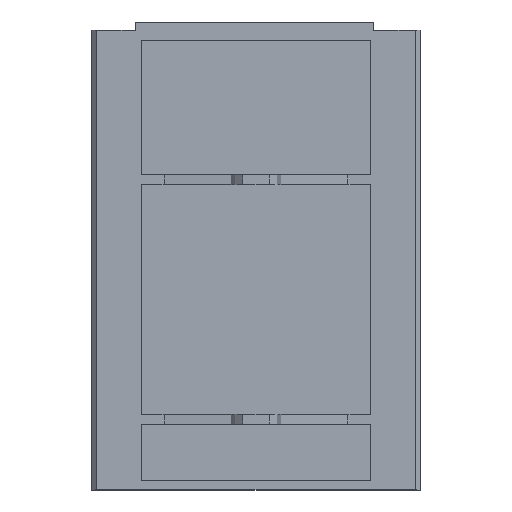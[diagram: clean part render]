
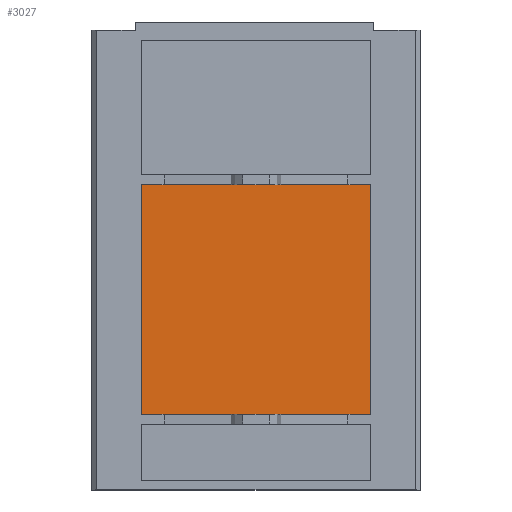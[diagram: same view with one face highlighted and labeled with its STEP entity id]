
A CAD part, top view. The second image highlights one B-rep face of the part: STEP entity #3027.
In plain terms, the highlighted planar face has unit normal (0, 0, 1).
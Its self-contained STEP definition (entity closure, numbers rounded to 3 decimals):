
#458 = PLANE('',#459);
#459 = AXIS2_PLACEMENT_3D('',#460,#461,#462);
#460 = CARTESIAN_POINT('',(56.348,93.,11.53));
#461 = DIRECTION('',(0.,-1.,0.));
#462 = DIRECTION('',(0.,0.,-1.));
#486 = PLANE('',#487);
#487 = AXIS2_PLACEMENT_3D('',#488,#489,#490);
#488 = CARTESIAN_POINT('',(15.,23.,3.));
#489 = DIRECTION('',(1.,0.,0.));
#490 = DIRECTION('',(0.,1.,0.));
#514 = PLANE('',#515);
#515 = AXIS2_PLACEMENT_3D('',#516,#517,#518);
#516 = CARTESIAN_POINT('',(85.,23.,3.));
#517 = DIRECTION('',(0.,1.,0.));
#518 = DIRECTION('',(0.,0.,1.));
#756 = PLANE('',#757);
#757 = AXIS2_PLACEMENT_3D('',#758,#759,#760);
#758 = CARTESIAN_POINT('',(85.,93.,3.));
#759 = DIRECTION('',(-1.,0.,0.));
#760 = DIRECTION('',(0.,-1.,0.));
#1864 = VERTEX_POINT('',#1865);
#1865 = CARTESIAN_POINT('',(15.,93.,1.47));
#1886 = EDGE_CURVE('',#1864,#1887,#1889,.T.);
#1887 = VERTEX_POINT('',#1888);
#1888 = CARTESIAN_POINT('',(85.,93.,1.47));
#1889 = SURFACE_CURVE('',#1890,(#1894,#1901),.PCURVE_S1.);
#1890 = LINE('',#1891,#1892);
#1891 = CARTESIAN_POINT('',(15.,93.,1.47));
#1892 = VECTOR('',#1893,1.);
#1893 = DIRECTION('',(1.,0.,0.));
#1894 = PCURVE('',#458,#1895);
#1895 = DEFINITIONAL_REPRESENTATION('',(#1896),#1900);
#1896 = LINE('',#1897,#1898);
#1897 = CARTESIAN_POINT('',(10.06,-41.348));
#1898 = VECTOR('',#1899,1.);
#1899 = DIRECTION('',(0.,1.));
#1900 = ( GEOMETRIC_REPRESENTATION_CONTEXT(2) 
PARAMETRIC_REPRESENTATION_CONTEXT() REPRESENTATION_CONTEXT('2D SPACE',''
  ) );
#1901 = PCURVE('',#1902,#1907);
#1902 = PLANE('',#1903);
#1903 = AXIS2_PLACEMENT_3D('',#1904,#1905,#1906);
#1904 = CARTESIAN_POINT('',(50.,58.,1.47));
#1905 = DIRECTION('',(0.,0.,-1.));
#1906 = DIRECTION('',(-1.,0.,0.));
#1907 = DEFINITIONAL_REPRESENTATION('',(#1908),#1912);
#1908 = LINE('',#1909,#1910);
#1909 = CARTESIAN_POINT('',(35.,35.));
#1910 = VECTOR('',#1911,1.);
#1911 = DIRECTION('',(-1.,0.));
#1912 = ( GEOMETRIC_REPRESENTATION_CONTEXT(2) 
PARAMETRIC_REPRESENTATION_CONTEXT() REPRESENTATION_CONTEXT('2D SPACE',''
  ) );
#1987 = VERTEX_POINT('',#1988);
#1988 = CARTESIAN_POINT('',(15.,23.,1.47));
#2009 = EDGE_CURVE('',#1987,#1864,#2010,.T.);
#2010 = SURFACE_CURVE('',#2011,(#2015,#2022),.PCURVE_S1.);
#2011 = LINE('',#2012,#2013);
#2012 = CARTESIAN_POINT('',(15.,23.,1.47));
#2013 = VECTOR('',#2014,1.);
#2014 = DIRECTION('',(0.,1.,0.));
#2015 = PCURVE('',#486,#2016);
#2016 = DEFINITIONAL_REPRESENTATION('',(#2017),#2021);
#2017 = LINE('',#2018,#2019);
#2018 = CARTESIAN_POINT('',(0.,-1.53));
#2019 = VECTOR('',#2020,1.);
#2020 = DIRECTION('',(1.,0.));
#2021 = ( GEOMETRIC_REPRESENTATION_CONTEXT(2) 
PARAMETRIC_REPRESENTATION_CONTEXT() REPRESENTATION_CONTEXT('2D SPACE',''
  ) );
#2022 = PCURVE('',#1902,#2023);
#2023 = DEFINITIONAL_REPRESENTATION('',(#2024),#2028);
#2024 = LINE('',#2025,#2026);
#2025 = CARTESIAN_POINT('',(35.,-35.));
#2026 = VECTOR('',#2027,1.);
#2027 = DIRECTION('',(0.,1.));
#2028 = ( GEOMETRIC_REPRESENTATION_CONTEXT(2) 
PARAMETRIC_REPRESENTATION_CONTEXT() REPRESENTATION_CONTEXT('2D SPACE',''
  ) );
#2037 = VERTEX_POINT('',#2038);
#2038 = CARTESIAN_POINT('',(85.,23.,1.47));
#2059 = EDGE_CURVE('',#2037,#1987,#2060,.T.);
#2060 = SURFACE_CURVE('',#2061,(#2065,#2072),.PCURVE_S1.);
#2061 = LINE('',#2062,#2063);
#2062 = CARTESIAN_POINT('',(85.,23.,1.47));
#2063 = VECTOR('',#2064,1.);
#2064 = DIRECTION('',(-1.,0.,0.));
#2065 = PCURVE('',#514,#2066);
#2066 = DEFINITIONAL_REPRESENTATION('',(#2067),#2071);
#2067 = LINE('',#2068,#2069);
#2068 = CARTESIAN_POINT('',(-1.53,0.));
#2069 = VECTOR('',#2070,1.);
#2070 = DIRECTION('',(0.,-1.));
#2071 = ( GEOMETRIC_REPRESENTATION_CONTEXT(2) 
PARAMETRIC_REPRESENTATION_CONTEXT() REPRESENTATION_CONTEXT('2D SPACE',''
  ) );
#2072 = PCURVE('',#1902,#2073);
#2073 = DEFINITIONAL_REPRESENTATION('',(#2074),#2078);
#2074 = LINE('',#2075,#2076);
#2075 = CARTESIAN_POINT('',(-35.,-35.));
#2076 = VECTOR('',#2077,1.);
#2077 = DIRECTION('',(1.,0.));
#2078 = ( GEOMETRIC_REPRESENTATION_CONTEXT(2) 
PARAMETRIC_REPRESENTATION_CONTEXT() REPRESENTATION_CONTEXT('2D SPACE',''
  ) );
#2746 = EDGE_CURVE('',#1887,#2037,#2747,.T.);
#2747 = SURFACE_CURVE('',#2748,(#2752,#2759),.PCURVE_S1.);
#2748 = LINE('',#2749,#2750);
#2749 = CARTESIAN_POINT('',(85.,93.,1.47));
#2750 = VECTOR('',#2751,1.);
#2751 = DIRECTION('',(0.,-1.,0.));
#2752 = PCURVE('',#756,#2753);
#2753 = DEFINITIONAL_REPRESENTATION('',(#2754),#2758);
#2754 = LINE('',#2755,#2756);
#2755 = CARTESIAN_POINT('',(0.,-1.53));
#2756 = VECTOR('',#2757,1.);
#2757 = DIRECTION('',(1.,0.));
#2758 = ( GEOMETRIC_REPRESENTATION_CONTEXT(2) 
PARAMETRIC_REPRESENTATION_CONTEXT() REPRESENTATION_CONTEXT('2D SPACE',''
  ) );
#2759 = PCURVE('',#1902,#2760);
#2760 = DEFINITIONAL_REPRESENTATION('',(#2761),#2765);
#2761 = LINE('',#2762,#2763);
#2762 = CARTESIAN_POINT('',(-35.,35.));
#2763 = VECTOR('',#2764,1.);
#2764 = DIRECTION('',(0.,-1.));
#2765 = ( GEOMETRIC_REPRESENTATION_CONTEXT(2) 
PARAMETRIC_REPRESENTATION_CONTEXT() REPRESENTATION_CONTEXT('2D SPACE',''
  ) );
#3027 = ADVANCED_FACE('',(#3028),#1902,.F.);
#3028 = FACE_BOUND('',#3029,.F.);
#3029 = EDGE_LOOP('',(#3030,#3031,#3032,#3033));
#3030 = ORIENTED_EDGE('',*,*,#1886,.T.);
#3031 = ORIENTED_EDGE('',*,*,#2746,.T.);
#3032 = ORIENTED_EDGE('',*,*,#2059,.T.);
#3033 = ORIENTED_EDGE('',*,*,#2009,.T.);
